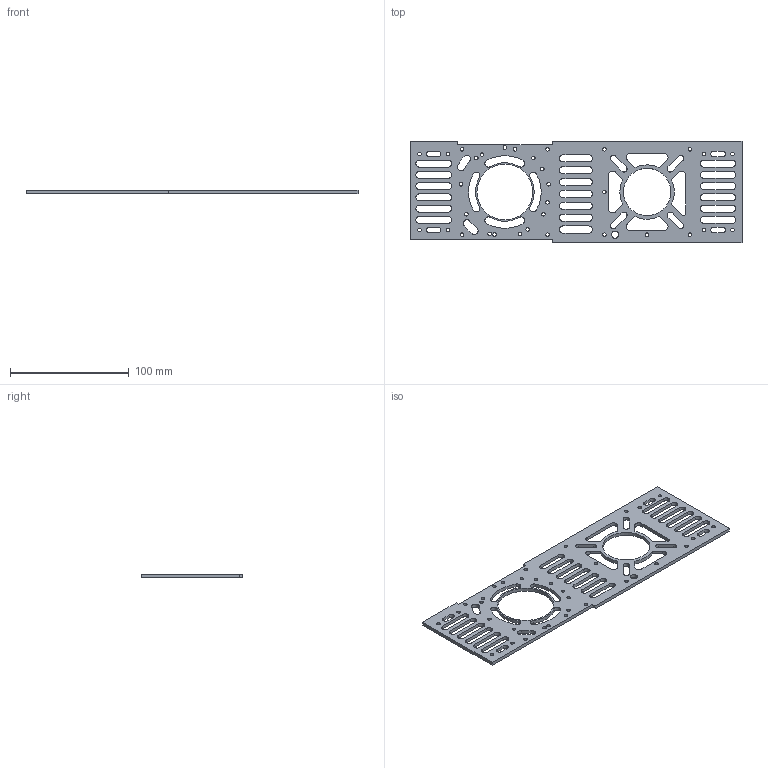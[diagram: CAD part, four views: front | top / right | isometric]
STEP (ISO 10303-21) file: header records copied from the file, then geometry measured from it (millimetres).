
FILE_DESCRIPTION (( 'STEP AP203' ), '1' );
FILE_NAME ('轴承支撑板整体x2-碳板.STEP', '2024-11-05T11:31:10', ( '' ), ( '' ), 'SwSTEP 2.0', 'SolidWorks 2020', '' );
FILE_SCHEMA (( 'CONFIG_CONTROL_DESIGN' ));
Length unit declared in the file: millimetre
Products named in the file (1): 轴承支撑板整体x2-碳板
Bounding box: 280 x 86 x 3 mm (x, y, z)
Volume: 42435.5 mm3; surface area: 39052 mm2
Topology: 1 solids, 1 shells, 278 faces, 828 edges, 552 vertices
Faces by surface type: cylinder 200, plane 78
Entity records: 9901 total; most frequent: DIRECTION 1786, CARTESIAN_POINT 1659, ORIENTED_EDGE 1656, EDGE_CURVE 828, AXIS2_PLACEMENT_3D 679, VERTEX_POINT 552, LINE 428, VECTOR 428
